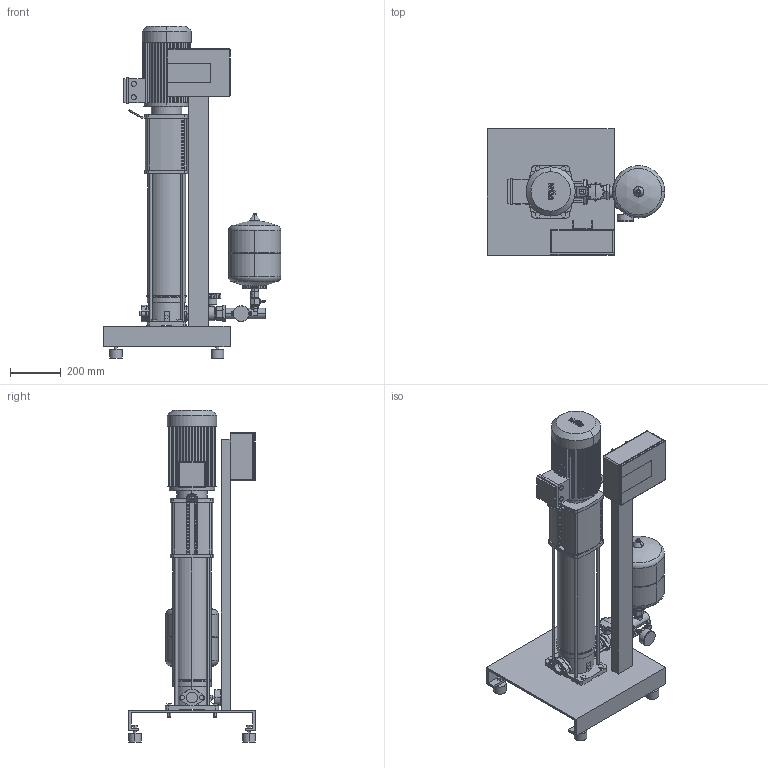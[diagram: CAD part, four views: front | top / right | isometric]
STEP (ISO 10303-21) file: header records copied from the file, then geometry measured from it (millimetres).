
FILE_DESCRIPTION((''),'2;1');
FILE_NAME('3d_CO-1HelixV614_CE+-2535307.stp','2016-01-25T11:51:40',(''),(''),'Mechanical Desktop 2009','Mechanical Desktop 2009',', , ');
FILE_SCHEMA(('CONFIG_CONTROL_DESIGN'));
Length unit declared in the file: millimetre
Products named in the file (1): Product
Bounding box: 700 x 500 x 1309.2 mm (x, y, z)
Volume: 40998660.5 mm3; surface area: 3197462.5 mm2
Topology: 48 solids, 48 shells, 1661 faces, 4323 edges, 2833 vertices
Faces by surface type: plane 751, bspline 411, cylinder 373, cone 74, torus 50, sphere 2
Entity records: 55982 total; most frequent: CARTESIAN_POINT 15092, ORIENTED_EDGE 8642, DIRECTION 7976, EDGE_CURVE 4321, VERTEX_POINT 2832, VECTOR 2826, LINE 2826, AXIS2_PLACEMENT_3D 2575
